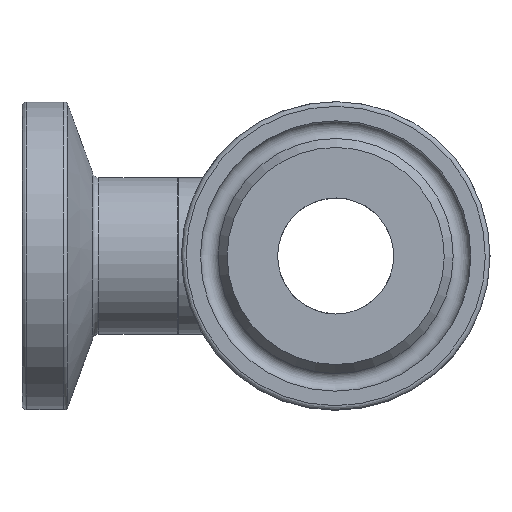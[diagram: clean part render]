
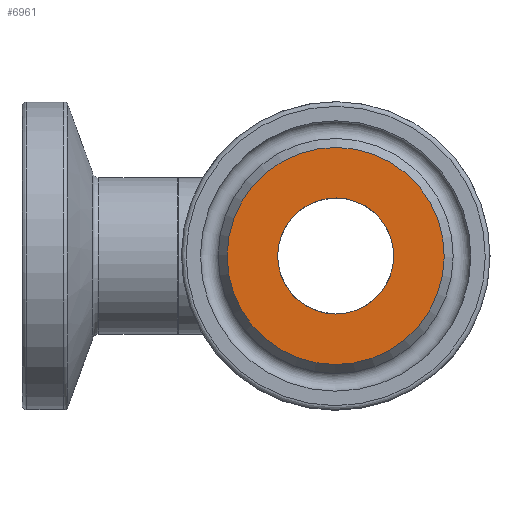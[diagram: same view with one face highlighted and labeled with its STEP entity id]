
A CAD part, left-side view. The second image highlights one B-rep face of the part: STEP entity #6961.
In plain terms, the highlighted planar face has unit normal (-1, 0, 0).
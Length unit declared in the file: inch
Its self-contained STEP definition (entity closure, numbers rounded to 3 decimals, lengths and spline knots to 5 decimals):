
#141=FACE_BOUND('',#1331,.T.);
#300=PLANE('',#7355);
#862=FACE_OUTER_BOUND('',#1330,.T.);
#1330=EDGE_LOOP('',(#6428));
#1331=EDGE_LOOP('',(#6429));
#2386=CIRCLE('',#7338,0.185);
#2395=CIRCLE('',#7356,0.34605);
#3439=VERTEX_POINT('',#15368);
#3448=VERTEX_POINT('',#15395);
#4439=EDGE_CURVE('',#3439,#3439,#2386,.T.);
#4448=EDGE_CURVE('',#3448,#3448,#2395,.T.);
#6428=ORIENTED_EDGE('',*,*,#4448,.T.);
#6429=ORIENTED_EDGE('',*,*,#4439,.F.);
#6961=ADVANCED_FACE('',(#862,#141),#300,.F.);
#7338=AXIS2_PLACEMENT_3D('',#15369,#8544,#8545);
#7355=AXIS2_PLACEMENT_3D('',#15394,#8578,#8579);
#7356=AXIS2_PLACEMENT_3D('',#15396,#8580,#8581);
#8544=DIRECTION('center_axis',(-1.,0.,0.));
#8545=DIRECTION('ref_axis',(0.,0.649,-0.761));
#8578=DIRECTION('center_axis',(1.,0.,0.));
#8579=DIRECTION('ref_axis',(0.,-0.761,-0.649));
#8580=DIRECTION('center_axis',(-1.,0.,0.));
#8581=DIRECTION('ref_axis',(0.,0.761,0.649));
#15368=CARTESIAN_POINT('',(-2.55793,-0.09658,-0.38183));
#15369=CARTESIAN_POINT('Origin',(-2.55793,-0.2166,-0.24104));
#15394=CARTESIAN_POINT('Origin',(-2.55793,0.0079,
-0.50438));
#15395=CARTESIAN_POINT('',(-2.55793,0.0079,-0.50438));
#15396=CARTESIAN_POINT('Origin',(-2.55793,-0.2166,-0.24104));
